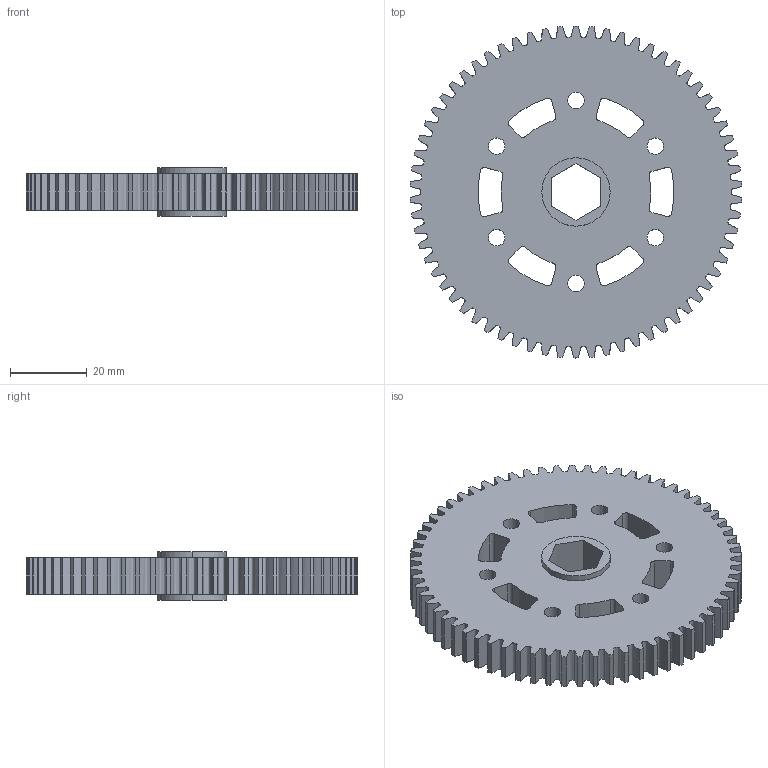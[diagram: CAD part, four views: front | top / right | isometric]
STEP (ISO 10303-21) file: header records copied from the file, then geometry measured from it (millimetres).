
FILE_DESCRIPTION (( 'STEP AP203' ), '1' );
FILE_NAME ('66.hex500.VP.STEP', '2014-06-21T21:28:04', ( '' ), ( '' ), 'SwSTEP 2.0', 'SolidWorks 2013', '' );
FILE_SCHEMA (( 'CONFIG_CONTROL_DESIGN' ));
Length unit declared in the file: inch
Products named in the file (1): 66.hex500.VP
Bounding box: 86.31 x 86.36 x 12.65 mm (x, y, z)
Volume: 48147 mm3; surface area: 18235.1 mm2
Topology: 1 solids, 1 shells, 214 faces, 630 edges, 420 vertices
Faces by surface type: cylinder 126, bspline 66, plane 22
Entity records: 28345 total; most frequent: CARTESIAN_POINT 22715, ORIENTED_EDGE 1260, DIRECTION 1048, EDGE_CURVE 630, VERTEX_POINT 420, AXIS2_PLACEMENT_3D 401, CIRCLE 252, VECTOR 246
